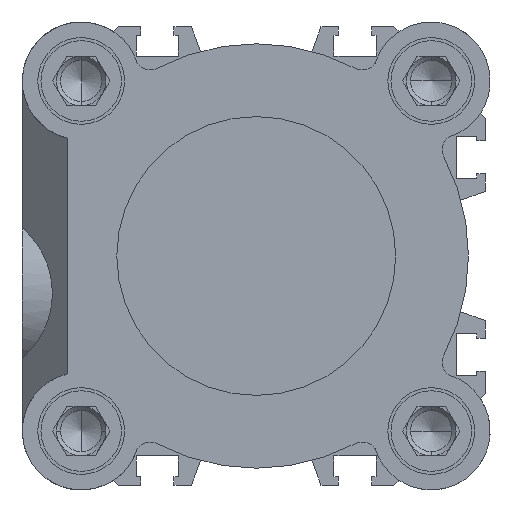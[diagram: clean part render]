
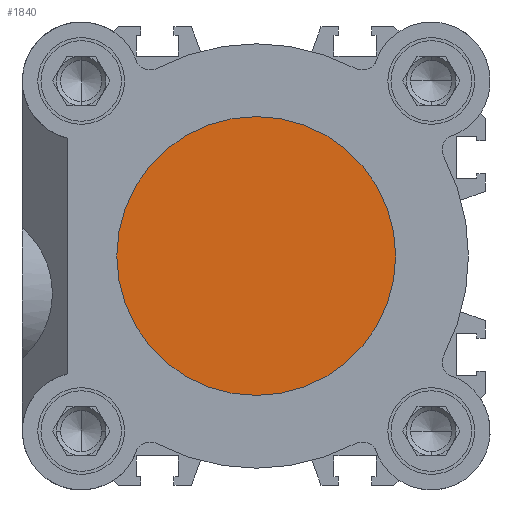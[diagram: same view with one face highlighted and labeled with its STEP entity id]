
A CAD part, left-side view. The second image highlights one B-rep face of the part: STEP entity #1840.
In plain terms, the highlighted face is planar.
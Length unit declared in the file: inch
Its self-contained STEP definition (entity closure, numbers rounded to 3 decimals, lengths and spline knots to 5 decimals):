
#387 = DIRECTION ( 'NONE',  ( 0., 0., 1. ) ) ;
#547 = CARTESIAN_POINT ( 'NONE',  ( 1.41732, 0., 0.88583 ) ) ;
#686 = VERTEX_POINT ( 'NONE', #547 ) ;
#1197 = EDGE_CURVE ( 'NONE', #3435, #686, #2636, .T. ) ;
#1608 = ORIENTED_EDGE ( 'NONE', *, *, #1197, .F. ) ;
#1840 = ADVANCED_FACE ( 'NONE', ( #8503 ), #11525, .F. ) ;
#2636 = CIRCLE ( 'NONE', #3184, 0.88583 ) ;
#3184 = AXIS2_PLACEMENT_3D ( 'NONE', #10566, #4411, #11587 ) ;
#3435 = VERTEX_POINT ( 'NONE', #4858 ) ;
#3933 = CARTESIAN_POINT ( 'NONE',  ( 1.41732, 0., 0. ) ) ;
#4411 = DIRECTION ( 'NONE',  ( -1., 0., 0. ) ) ;
#4440 = AXIS2_PLACEMENT_3D ( 'NONE', #7416, #6410, #387 ) ;
#4858 = CARTESIAN_POINT ( 'NONE',  ( 1.41732, 0., -0.88583 ) ) ;
#4948 = DIRECTION ( 'NONE',  ( 0., 0., 1. ) ) ;
#5672 = EDGE_LOOP ( 'NONE', ( #11817, #1608 ) ) ;
#6410 = DIRECTION ( 'NONE',  ( -1., 0., 0. ) ) ;
#6540 = CIRCLE ( 'NONE', #9014, 0.88583 ) ;
#7416 = CARTESIAN_POINT ( 'NONE',  ( 1.41732, 0.88583, 0. ) ) ;
#8503 = FACE_OUTER_BOUND ( 'NONE', #5672, .T. ) ;
#9014 = AXIS2_PLACEMENT_3D ( 'NONE', #3933, #11077, #4948 ) ;
#10520 = EDGE_CURVE ( 'NONE', #686, #3435, #6540, .T. ) ;
#10566 = CARTESIAN_POINT ( 'NONE',  ( 1.41732, 0., 0. ) ) ;
#11077 = DIRECTION ( 'NONE',  ( -1., 0., 0. ) ) ;
#11525 = PLANE ( 'NONE',  #4440 ) ;
#11587 = DIRECTION ( 'NONE',  ( 0., 0., 1. ) ) ;
#11817 = ORIENTED_EDGE ( 'NONE', *, *, #10520, .F. ) ;
